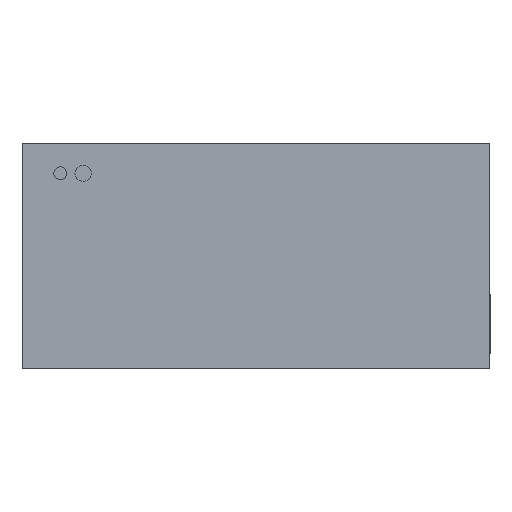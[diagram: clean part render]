
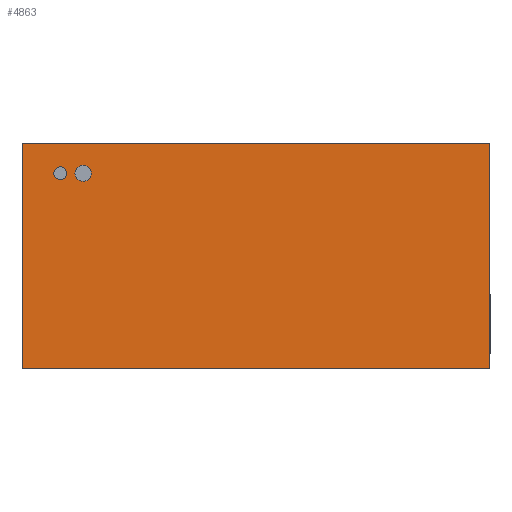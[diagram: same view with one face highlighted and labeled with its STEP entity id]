
A CAD part, front view. The second image highlights one B-rep face of the part: STEP entity #4863.
In plain terms, the highlighted planar face has unit normal (0, -1, 0).
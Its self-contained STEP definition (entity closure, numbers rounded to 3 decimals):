
#72=FACE_BOUND('',#653,.T.);
#73=FACE_BOUND('',#654,.T.);
#95=PLANE('',#5216);
#353=FACE_OUTER_BOUND('',#652,.T.);
#652=EDGE_LOOP('',(#3469,#3470,#3471,#3472));
#653=EDGE_LOOP('',(#3473));
#654=EDGE_LOOP('',(#3474));
#966=LINE('',#7011,#1578);
#968=LINE('',#7015,#1580);
#970=LINE('',#7019,#1582);
#972=LINE('',#7022,#1584);
#1578=VECTOR('',#5631,10.);
#1580=VECTOR('',#5635,10.);
#1582=VECTOR('',#5639,10.);
#1584=VECTOR('',#5643,10.);
#2172=CIRCLE('',#5200,20.);
#2174=CIRCLE('',#5204,25.);
#2256=VERTEX_POINT('',#6962);
#2258=VERTEX_POINT('',#6969);
#2271=VERTEX_POINT('',#7008);
#2272=VERTEX_POINT('',#7010);
#2273=VERTEX_POINT('',#7014);
#2274=VERTEX_POINT('',#7018);
#2721=EDGE_CURVE('',#2256,#2256,#2172,.T.);
#2724=EDGE_CURVE('',#2258,#2258,#2174,.T.);
#2742=EDGE_CURVE('',#2272,#2271,#966,.T.);
#2744=EDGE_CURVE('',#2273,#2272,#968,.T.);
#2746=EDGE_CURVE('',#2274,#2273,#970,.T.);
#2748=EDGE_CURVE('',#2271,#2274,#972,.T.);
#3469=ORIENTED_EDGE('',*,*,#2748,.T.);
#3470=ORIENTED_EDGE('',*,*,#2746,.T.);
#3471=ORIENTED_EDGE('',*,*,#2744,.T.);
#3472=ORIENTED_EDGE('',*,*,#2742,.T.);
#3473=ORIENTED_EDGE('',*,*,#2721,.T.);
#3474=ORIENTED_EDGE('',*,*,#2724,.T.);
#4863=ADVANCED_FACE('',(#353,#72,#73),#95,.T.);
#5200=AXIS2_PLACEMENT_3D('',#6964,#5587,#5588);
#5204=AXIS2_PLACEMENT_3D('',#6971,#5596,#5597);
#5216=AXIS2_PLACEMENT_3D('',#7023,#5644,#5645);
#5587=DIRECTION('center_axis',(0.,1.,0.));
#5588=DIRECTION('ref_axis',(1.,0.,0.));
#5596=DIRECTION('center_axis',(0.,1.,0.));
#5597=DIRECTION('ref_axis',(1.,0.,0.));
#5631=DIRECTION('',(-1.,0.,0.));
#5635=DIRECTION('',(0.,0.,1.));
#5639=DIRECTION('',(1.,0.,0.));
#5643=DIRECTION('',(0.,0.,-1.));
#5644=DIRECTION('center_axis',(0.,-1.,0.));
#5645=DIRECTION('ref_axis',(0.,0.,-1.));
#6962=CARTESIAN_POINT('',(-622.,-370.,254.5));
#6964=CARTESIAN_POINT('Origin',(-602.,-370.,254.5));
#6969=CARTESIAN_POINT('',(-557.,-370.,254.5));
#6971=CARTESIAN_POINT('Origin',(-532.,-370.,254.5));
#7008=CARTESIAN_POINT('',(-720.,-370.,347.5));
#7010=CARTESIAN_POINT('',(720.,-370.,347.5));
#7011=CARTESIAN_POINT('',(-720.,-370.,347.5));
#7014=CARTESIAN_POINT('',(720.,-370.,-347.5));
#7015=CARTESIAN_POINT('',(720.,-370.,347.5));
#7018=CARTESIAN_POINT('',(-720.,-370.,-347.5));
#7019=CARTESIAN_POINT('',(720.,-370.,-347.5));
#7022=CARTESIAN_POINT('',(-720.,-370.,-347.5));
#7023=CARTESIAN_POINT('Origin',(0.,-370.,0.));
